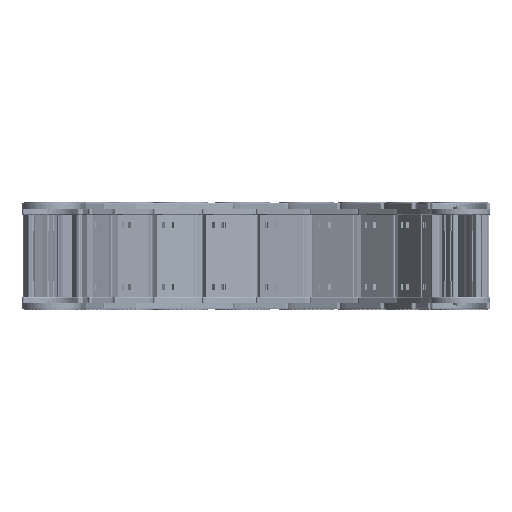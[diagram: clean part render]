
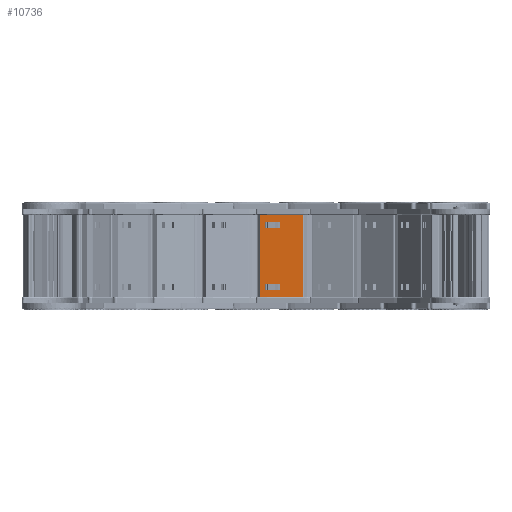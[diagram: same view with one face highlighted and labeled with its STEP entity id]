
A CAD part, left-side view. The second image highlights one B-rep face of the part: STEP entity #10736.
In plain terms, the highlighted face is planar.
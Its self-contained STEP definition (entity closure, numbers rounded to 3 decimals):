
#210 = VERTEX_POINT ( 'NONE', #7411 ) ;
#277 = EDGE_LOOP ( 'NONE', ( #26377, #17356, #19180, #7743 ) ) ;
#594 = VECTOR ( 'NONE', #29880, 1000. ) ;
#986 = FACE_BOUND ( 'NONE', #277, .T. ) ;
#993 = DIRECTION ( 'NONE',  ( 0., 0., -1. ) ) ;
#1002 = ORIENTED_EDGE ( 'NONE', *, *, #31456, .F. ) ;
#1027 = EDGE_LOOP ( 'NONE', ( #1002, #20756, #4582, #10864 ) ) ;
#1217 = DIRECTION ( 'NONE',  ( 0., 0., 1. ) ) ;
#1486 = LINE ( 'NONE', #15543, #5756 ) ;
#1602 = AXIS2_PLACEMENT_3D ( 'NONE', #21544, #11665, #8840 ) ;
#1855 = VERTEX_POINT ( 'NONE', #2134 ) ;
#2134 = CARTESIAN_POINT ( 'NONE',  ( -61.76, 200.254, 5.247 ) ) ;
#2770 = LINE ( 'NONE', #28469, #21815 ) ;
#3171 = DIRECTION ( 'NONE',  ( 0., 0., 1. ) ) ;
#3300 = LINE ( 'NONE', #15734, #7148 ) ;
#3762 = EDGE_CURVE ( 'NONE', #28572, #22612, #29932, .T. ) ;
#4582 = ORIENTED_EDGE ( 'NONE', *, *, #17526, .T. ) ;
#4862 = LINE ( 'NONE', #24906, #13039 ) ;
#4902 = CARTESIAN_POINT ( 'NONE',  ( -61.76, 200.254, 72.247 ) ) ;
#4948 = DIRECTION ( 'NONE',  ( 1., 0., 0. ) ) ;
#5159 = ORIENTED_EDGE ( 'NONE', *, *, #25550, .F. ) ;
#5388 = DIRECTION ( 'NONE',  ( -1., 0., 0. ) ) ;
#5551 = CARTESIAN_POINT ( 'NONE',  ( -75.76, 200.254, 65.947 ) ) ;
#5756 = VECTOR ( 'NONE', #3171, 1000. ) ;
#6372 = EDGE_LOOP ( 'NONE', ( #5159, #30775, #15897, #14735 ) ) ;
#7148 = VECTOR ( 'NONE', #28235, 1000. ) ;
#7392 = CARTESIAN_POINT ( 'NONE',  ( -75.76, 200.254, 65.947 ) ) ;
#7411 = CARTESIAN_POINT ( 'NONE',  ( -80.98, 200.254, 78.997 ) ) ;
#7743 = ORIENTED_EDGE ( 'NONE', *, *, #3762, .F. ) ;
#8453 = CARTESIAN_POINT ( 'NONE',  ( -75.76, 200.254, 72.247 ) ) ;
#8677 = LINE ( 'NONE', #26897, #9449 ) ;
#8824 = LINE ( 'NONE', #20256, #28649 ) ;
#8840 = DIRECTION ( 'NONE',  ( 0., 0., 1. ) ) ;
#9449 = VECTOR ( 'NONE', #4948, 1000. ) ;
#9482 = VECTOR ( 'NONE', #993, 1000. ) ;
#9584 = VERTEX_POINT ( 'NONE', #18000 ) ;
#10125 = VECTOR ( 'NONE', #19671, 1000. ) ;
#10736 = ADVANCED_FACE ( 'NONE', ( #986, #15720, #14161 ), #11457, .F. ) ;
#10864 = ORIENTED_EDGE ( 'NONE', *, *, #12423, .T. ) ;
#11049 = LINE ( 'NONE', #23167, #9482 ) ;
#11308 = VERTEX_POINT ( 'NONE', #5551 ) ;
#11457 = PLANE ( 'NONE',  #1602 ) ;
#11665 = DIRECTION ( 'NONE',  ( 0., -1., 0. ) ) ;
#11780 = VECTOR ( 'NONE', #1217, 1000. ) ;
#12423 = EDGE_CURVE ( 'NONE', #210, #16592, #3300, .T. ) ;
#12819 = CARTESIAN_POINT ( 'NONE',  ( -61.76, 200.254, 11.547 ) ) ;
#13039 = VECTOR ( 'NONE', #29889, 1000. ) ;
#13892 = CARTESIAN_POINT ( 'NONE',  ( -75.76, 200.254, 5.247 ) ) ;
#14161 = FACE_BOUND ( 'NONE', #6372, .T. ) ;
#14596 = EDGE_CURVE ( 'NONE', #9584, #28873, #21078, .T. ) ;
#14735 = ORIENTED_EDGE ( 'NONE', *, *, #24347, .F. ) ;
#15543 = CARTESIAN_POINT ( 'NONE',  ( -80.98, 200.254, -102.622 ) ) ;
#15720 = FACE_OUTER_BOUND ( 'NONE', #1027, .T. ) ;
#15734 = CARTESIAN_POINT ( 'NONE',  ( -39.28, 200.254, 78.997 ) ) ;
#15897 = ORIENTED_EDGE ( 'NONE', *, *, #19111, .F. ) ;
#16280 = CARTESIAN_POINT ( 'NONE',  ( -39.28, 200.254, -1.503 ) ) ;
#16592 = VERTEX_POINT ( 'NONE', #32008 ) ;
#17197 = CARTESIAN_POINT ( 'NONE',  ( -61.76, 200.254, 72.247 ) ) ;
#17356 = ORIENTED_EDGE ( 'NONE', *, *, #22654, .F. ) ;
#17526 = EDGE_CURVE ( 'NONE', #21112, #210, #1486, .T. ) ;
#18000 = CARTESIAN_POINT ( 'NONE',  ( -75.76, 200.254, 5.247 ) ) ;
#18241 = CARTESIAN_POINT ( 'NONE',  ( -39.28, 200.254, -1.503 ) ) ;
#18588 = CARTESIAN_POINT ( 'NONE',  ( -61.76, 200.254, 65.947 ) ) ;
#18984 = DIRECTION ( 'NONE',  ( 1., 0., 0. ) ) ;
#19111 = EDGE_CURVE ( 'NONE', #1855, #9584, #8824, .T. ) ;
#19180 = ORIENTED_EDGE ( 'NONE', *, *, #27076, .F. ) ;
#19671 = DIRECTION ( 'NONE',  ( 1., 0., 0. ) ) ;
#20256 = CARTESIAN_POINT ( 'NONE',  ( -61.76, 200.254, 5.247 ) ) ;
#20521 = EDGE_CURVE ( 'NONE', #21112, #21002, #22373, .T. ) ;
#20756 = ORIENTED_EDGE ( 'NONE', *, *, #20521, .F. ) ;
#21002 = VERTEX_POINT ( 'NONE', #18241 ) ;
#21078 = LINE ( 'NONE', #13892, #25354 ) ;
#21112 = VERTEX_POINT ( 'NONE', #28773 ) ;
#21544 = CARTESIAN_POINT ( 'NONE',  ( -39.28, 200.254, -102.622 ) ) ;
#21815 = VECTOR ( 'NONE', #26168, 1000. ) ;
#21884 = VERTEX_POINT ( 'NONE', #12819 ) ;
#22373 = LINE ( 'NONE', #16280, #32100 ) ;
#22408 = EDGE_CURVE ( 'NONE', #11308, #28572, #4862, .T. ) ;
#22612 = VERTEX_POINT ( 'NONE', #4902 ) ;
#22654 = EDGE_CURVE ( 'NONE', #23113, #11308, #26239, .T. ) ;
#23113 = VERTEX_POINT ( 'NONE', #18588 ) ;
#23167 = CARTESIAN_POINT ( 'NONE',  ( -61.76, 200.254, 11.547 ) ) ;
#24347 = EDGE_CURVE ( 'NONE', #21884, #1855, #11049, .T. ) ;
#24716 = CARTESIAN_POINT ( 'NONE',  ( -75.76, 200.254, 11.547 ) ) ;
#24906 = CARTESIAN_POINT ( 'NONE',  ( -75.76, 200.254, 72.247 ) ) ;
#25354 = VECTOR ( 'NONE', #31377, 1000. ) ;
#25550 = EDGE_CURVE ( 'NONE', #28873, #21884, #8677, .T. ) ;
#25763 = LINE ( 'NONE', #31094, #11780 ) ;
#26168 = DIRECTION ( 'NONE',  ( 0., 0., -1. ) ) ;
#26239 = LINE ( 'NONE', #7392, #594 ) ;
#26377 = ORIENTED_EDGE ( 'NONE', *, *, #22408, .F. ) ;
#26897 = CARTESIAN_POINT ( 'NONE',  ( -75.76, 200.254, 11.547 ) ) ;
#27076 = EDGE_CURVE ( 'NONE', #22612, #23113, #2770, .T. ) ;
#28235 = DIRECTION ( 'NONE',  ( 1., 0., 0. ) ) ;
#28469 = CARTESIAN_POINT ( 'NONE',  ( -61.76, 200.254, 65.947 ) ) ;
#28572 = VERTEX_POINT ( 'NONE', #8453 ) ;
#28649 = VECTOR ( 'NONE', #5388, 1000. ) ;
#28773 = CARTESIAN_POINT ( 'NONE',  ( -80.98, 200.254, -1.503 ) ) ;
#28873 = VERTEX_POINT ( 'NONE', #24716 ) ;
#29880 = DIRECTION ( 'NONE',  ( -1., 0., 0. ) ) ;
#29889 = DIRECTION ( 'NONE',  ( 0., 0., 1. ) ) ;
#29932 = LINE ( 'NONE', #17197, #10125 ) ;
#30775 = ORIENTED_EDGE ( 'NONE', *, *, #14596, .F. ) ;
#31094 = CARTESIAN_POINT ( 'NONE',  ( -39.28, 200.254, -102.622 ) ) ;
#31377 = DIRECTION ( 'NONE',  ( 0., 0., 1. ) ) ;
#31456 = EDGE_CURVE ( 'NONE', #21002, #16592, #25763, .T. ) ;
#32008 = CARTESIAN_POINT ( 'NONE',  ( -39.28, 200.254, 78.997 ) ) ;
#32100 = VECTOR ( 'NONE', #18984, 1000. ) ;
